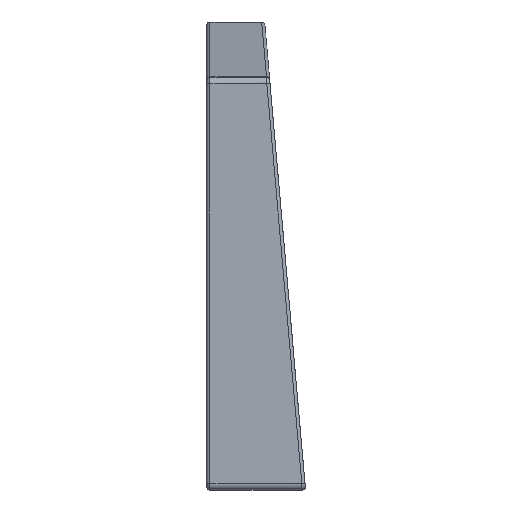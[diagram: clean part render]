
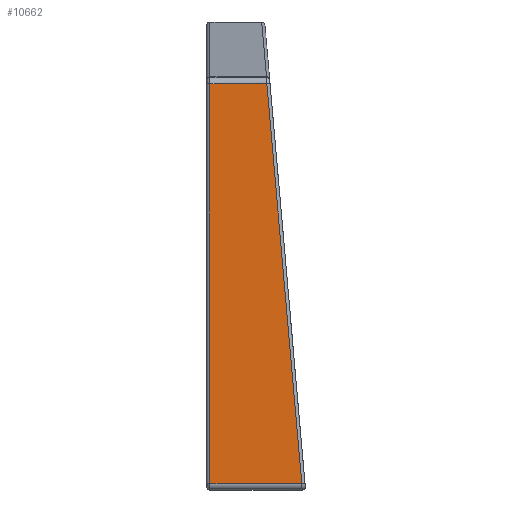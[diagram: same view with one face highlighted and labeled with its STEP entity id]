
A CAD part, left-side view. The second image highlights one B-rep face of the part: STEP entity #10662.
In plain terms, the highlighted planar face has unit normal (-1, 0, 0).
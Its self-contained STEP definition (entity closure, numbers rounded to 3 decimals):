
#542=PLANE('',#11748);
#1183=FACE_OUTER_BOUND('',#1873,.T.);
#1873=EDGE_LOOP('',(#9682,#9683,#9684,#9685));
#2917=LINE('',#18317,#3952);
#2919=LINE('',#18347,#3954);
#2921=LINE('',#18353,#3956);
#2922=LINE('',#18354,#3957);
#3952=VECTOR('',#14863,10.);
#3954=VECTOR('',#14881,10.);
#3956=VECTOR('',#14887,10.);
#3957=VECTOR('',#14888,10.);
#5270=VERTEX_POINT('',#18311);
#5271=VERTEX_POINT('',#18315);
#5273=VERTEX_POINT('',#18346);
#5275=VERTEX_POINT('',#18352);
#6750=EDGE_CURVE('',#5271,#5270,#2917,.T.);
#6757=EDGE_CURVE('',#5270,#5273,#2919,.T.);
#6760=EDGE_CURVE('',#5275,#5271,#2921,.T.);
#6761=EDGE_CURVE('',#5273,#5275,#2922,.T.);
#9682=ORIENTED_EDGE('',*,*,#6750,.F.);
#9683=ORIENTED_EDGE('',*,*,#6760,.F.);
#9684=ORIENTED_EDGE('',*,*,#6761,.F.);
#9685=ORIENTED_EDGE('',*,*,#6757,.F.);
#10662=ADVANCED_FACE('',(#1183),#542,.T.);
#11748=AXIS2_PLACEMENT_3D('',#18351,#14885,#14886);
#14863=DIRECTION('',(0.,0.,1.));
#14881=DIRECTION('',(0.,-1.,0.));
#14885=DIRECTION('center_axis',(-1.,0.,0.));
#14886=DIRECTION('ref_axis',(0.,0.,1.));
#14887=DIRECTION('',(0.,1.,0.));
#14888=DIRECTION('',(0.,-0.087,-0.996));
#18311=CARTESIAN_POINT('',(-163.332,8.,207.918));
#18315=CARTESIAN_POINT('',(-163.332,8.,83.627));
#18317=CARTESIAN_POINT('',(-163.332,8.,118.028));
#18346=CARTESIAN_POINT('',(-163.332,-9.678,207.918));
#18347=CARTESIAN_POINT('',(-163.332,1.5,207.918));
#18351=CARTESIAN_POINT('Origin',(-163.332,1.5,81.627));
#18352=CARTESIAN_POINT('',(-163.332,-20.552,83.627));
#18353=CARTESIAN_POINT('',(-163.332,1.5,83.627));
#18354=CARTESIAN_POINT('',(-163.332,-20.654,82.462));
